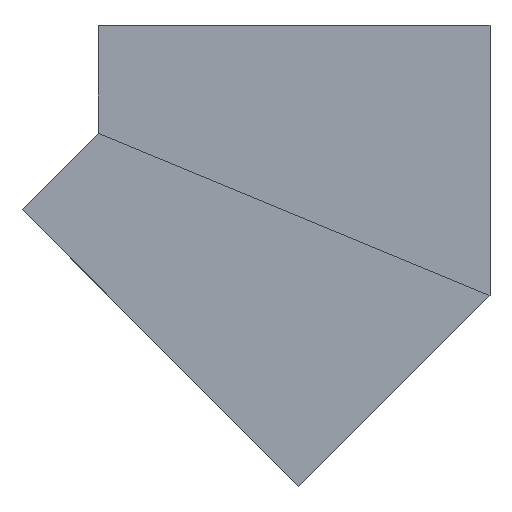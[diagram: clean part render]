
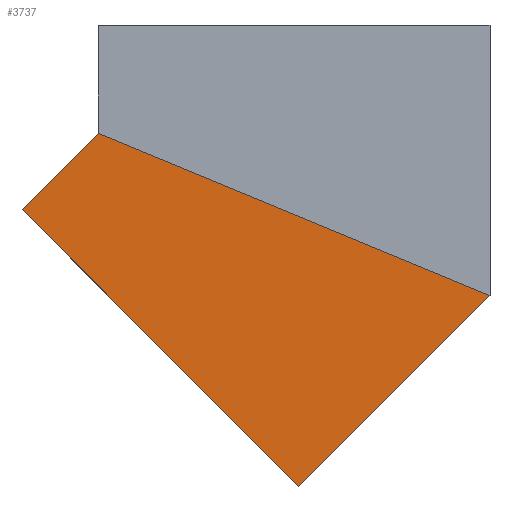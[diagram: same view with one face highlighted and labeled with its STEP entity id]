
A CAD part, front view. The second image highlights one B-rep face of the part: STEP entity #3737.
In plain terms, the highlighted planar face has unit normal (0, -1, 0).
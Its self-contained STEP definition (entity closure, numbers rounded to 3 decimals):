
#56 = DIRECTION ( 'NONE',  ( -0.707, 0., -0.707 ) ) ;
#146 = DIRECTION ( 'NONE',  ( 0., 1., 0. ) ) ;
#207 = CARTESIAN_POINT ( 'NONE',  ( 251., 0., -346.366 ) ) ;
#395 = CARTESIAN_POINT ( 'NONE',  ( -103.968, 0., 8.602 ) ) ;
#761 = LINE ( 'NONE', #395, #4254 ) ;
#967 = VERTEX_POINT ( 'NONE', #2982 ) ;
#973 = DIRECTION ( 'NONE',  ( -0.924, 0., 0.383 ) ) ;
#1201 = EDGE_CURVE ( 'NONE', #967, #2542, #2327, .T. ) ;
#1252 = AXIS2_PLACEMENT_3D ( 'NONE', #207, #146, #2545 ) ;
#1339 = DIRECTION ( 'NONE',  ( 0.707, 0., -0.707 ) ) ;
#1352 = CARTESIAN_POINT ( 'NONE',  ( -251., 0., -138.43 ) ) ;
#1389 = CARTESIAN_POINT ( 'NONE',  ( 251., 0., -346.366 ) ) ;
#1417 = VERTEX_POINT ( 'NONE', #4294 ) ;
#1548 = FACE_OUTER_BOUND ( 'NONE', #2299, .T. ) ;
#1617 = VECTOR ( 'NONE', #2770, 1000. ) ;
#1630 = VECTOR ( 'NONE', #1339, 1000. ) ;
#1948 = LINE ( 'NONE', #2293, #1630 ) ;
#2085 = EDGE_CURVE ( 'NONE', #967, #1417, #3842, .T. ) ;
#2192 = ORIENTED_EDGE ( 'NONE', *, *, #1201, .T. ) ;
#2293 = CARTESIAN_POINT ( 'NONE',  ( 6.083, 0., -591.283 ) ) ;
#2299 = EDGE_LOOP ( 'NONE', ( #2192, #3251, #3856, #2391 ) ) ;
#2327 = LINE ( 'NONE', #4421, #4017 ) ;
#2391 = ORIENTED_EDGE ( 'NONE', *, *, #2085, .F. ) ;
#2542 = VERTEX_POINT ( 'NONE', #1352 ) ;
#2545 = DIRECTION ( 'NONE',  ( 0., 0., 1. ) ) ;
#2635 = PLANE ( 'NONE',  #1252 ) ;
#2770 = DIRECTION ( 'NONE',  ( -0.707, 0., -0.707 ) ) ;
#2848 = CARTESIAN_POINT ( 'NONE',  ( -348.885, 0., -236.315 ) ) ;
#2982 = CARTESIAN_POINT ( 'NONE',  ( 251., 0., -346.366 ) ) ;
#3098 = EDGE_CURVE ( 'NONE', #2542, #3593, #761, .T. ) ;
#3251 = ORIENTED_EDGE ( 'NONE', *, *, #3098, .T. ) ;
#3593 = VERTEX_POINT ( 'NONE', #2848 ) ;
#3737 = ADVANCED_FACE ( 'NONE', ( #1548 ), #2635, .F. ) ;
#3842 = LINE ( 'NONE', #1389, #1617 ) ;
#3856 = ORIENTED_EDGE ( 'NONE', *, *, #4131, .T. ) ;
#4017 = VECTOR ( 'NONE', #973, 1000. ) ;
#4131 = EDGE_CURVE ( 'NONE', #3593, #1417, #1948, .T. ) ;
#4254 = VECTOR ( 'NONE', #56, 1000. ) ;
#4294 = CARTESIAN_POINT ( 'NONE',  ( 6.083, 0., -591.283 ) ) ;
#4421 = CARTESIAN_POINT ( 'NONE',  ( 128.541, 0., -295.641 ) ) ;
